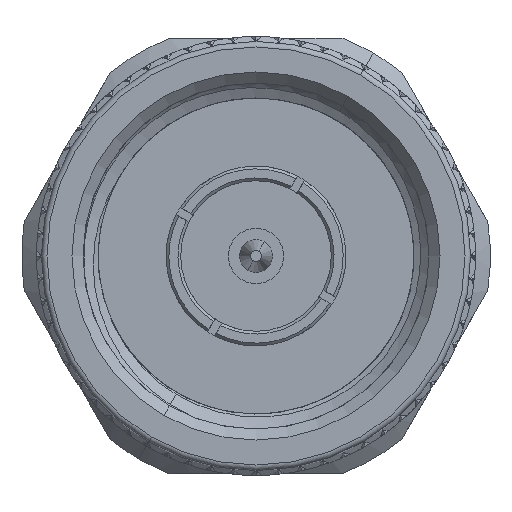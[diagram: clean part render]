
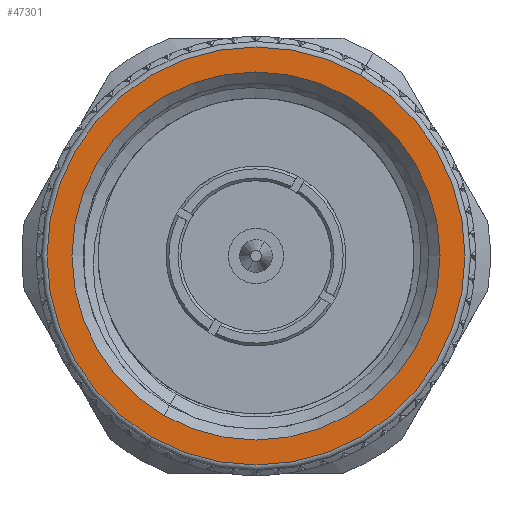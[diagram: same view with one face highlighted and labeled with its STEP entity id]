
A CAD part, left-side view. The second image highlights one B-rep face of the part: STEP entity #47301.
In plain terms, the highlighted planar face has unit normal (-1, 0, 0).
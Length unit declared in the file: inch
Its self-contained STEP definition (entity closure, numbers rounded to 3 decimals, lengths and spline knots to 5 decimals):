
#2601 = DIRECTION ( 'NONE',  ( 0., 0.5, -0.866 ) ) ;
#3952 = DIRECTION ( 'NONE',  ( 0., 0.5, -0.866 ) ) ;
#4210 = DIRECTION ( 'NONE',  ( 1., 0., 0. ) ) ;
#5105 = VERTEX_POINT ( 'NONE', #59487 ) ;
#5149 = FACE_BOUND ( 'NONE', #55055, .T. ) ;
#5556 = EDGE_CURVE ( 'NONE', #55952, #69744, #7212, .T. ) ;
#7212 = CIRCLE ( 'NONE', #7410, 0.3776 ) ;
#7410 = AXIS2_PLACEMENT_3D ( 'NONE', #75077, #14192, #2601 ) ;
#7641 = ORIENTED_EDGE ( 'NONE', *, *, #38010, .T. ) ;
#12043 = VERTEX_POINT ( 'NONE', #26114 ) ;
#14192 = DIRECTION ( 'NONE',  ( -1., 0., 0. ) ) ;
#16432 = DIRECTION ( 'NONE',  ( 0., 0.5, -0.866 ) ) ;
#18497 = ORIENTED_EDGE ( 'NONE', *, *, #5556, .T. ) ;
#18693 = CIRCLE ( 'NONE', #65989, 0.3325 ) ;
#19716 = CIRCLE ( 'NONE', #63926, 0.3776 ) ;
#26114 = CARTESIAN_POINT ( 'NONE',  ( 0., -0.16625, 0.28795 ) ) ;
#28697 = DIRECTION ( 'NONE',  ( 1., 0., 0. ) ) ;
#28913 = DIRECTION ( 'NONE',  ( 0., 0.5, -0.866 ) ) ;
#31589 = CARTESIAN_POINT ( 'NONE',  ( 0., 0., 0. ) ) ;
#38010 = EDGE_CURVE ( 'NONE', #69744, #55952, #19716, .T. ) ;
#38026 = DIRECTION ( 'NONE',  ( 0., 0.5, -0.866 ) ) ;
#40718 = CARTESIAN_POINT ( 'NONE',  ( 0., 0., 0. ) ) ;
#43357 = CARTESIAN_POINT ( 'NONE',  ( 0., 0.1888, -0.32701 ) ) ;
#46547 = CARTESIAN_POINT ( 'NONE',  ( 0., 0., 0. ) ) ;
#47301 = ADVANCED_FACE ( 'NONE', ( #5149, #57751 ), #59901, .F. ) ;
#50861 = EDGE_CURVE ( 'NONE', #12043, #5105, #67043, .T. ) ;
#55055 = EDGE_LOOP ( 'NONE', ( #63363, #59054 ) ) ;
#55952 = VERTEX_POINT ( 'NONE', #65138 ) ;
#57751 = FACE_OUTER_BOUND ( 'NONE', #77926, .T. ) ;
#59054 = ORIENTED_EDGE ( 'NONE', *, *, #74668, .T. ) ;
#59487 = CARTESIAN_POINT ( 'NONE',  ( 0., 0.16625, -0.28795 ) ) ;
#59901 = PLANE ( 'NONE',  #65414 ) ;
#63363 = ORIENTED_EDGE ( 'NONE', *, *, #50861, .T. ) ;
#63926 = AXIS2_PLACEMENT_3D ( 'NONE', #46547, #77237, #28913 ) ;
#65138 = CARTESIAN_POINT ( 'NONE',  ( 0., -0.1888, 0.32701 ) ) ;
#65414 = AXIS2_PLACEMENT_3D ( 'NONE', #40718, #28697, #16432 ) ;
#65989 = AXIS2_PLACEMENT_3D ( 'NONE', #77989, #4210, #3952 ) ;
#67043 = CIRCLE ( 'NONE', #68223, 0.3325 ) ;
#68223 = AXIS2_PLACEMENT_3D ( 'NONE', #31589, #74578, #38026 ) ;
#69744 = VERTEX_POINT ( 'NONE', #43357 ) ;
#74578 = DIRECTION ( 'NONE',  ( 1., 0., 0. ) ) ;
#74668 = EDGE_CURVE ( 'NONE', #5105, #12043, #18693, .T. ) ;
#75077 = CARTESIAN_POINT ( 'NONE',  ( 0., 0., 0. ) ) ;
#77237 = DIRECTION ( 'NONE',  ( -1., 0., 0. ) ) ;
#77926 = EDGE_LOOP ( 'NONE', ( #7641, #18497 ) ) ;
#77989 = CARTESIAN_POINT ( 'NONE',  ( 0., 0., 0. ) ) ;
